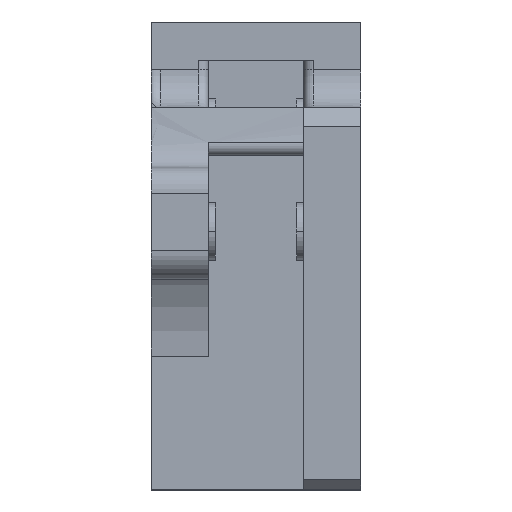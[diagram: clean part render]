
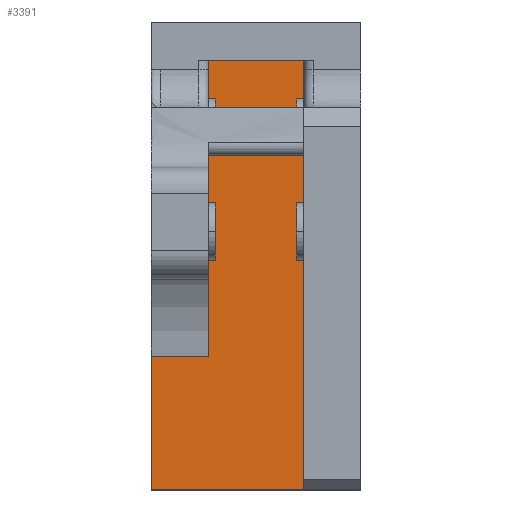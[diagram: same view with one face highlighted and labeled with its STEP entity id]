
A CAD part, top view. The second image highlights one B-rep face of the part: STEP entity #3391.
In plain terms, the highlighted planar face has unit normal (0, 0, 1).
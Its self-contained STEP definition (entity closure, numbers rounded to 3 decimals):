
#31 = EDGE_LOOP ( 'NONE', ( #2336, #3166, #2317, #2998, #1057, #997 ) ) ;
#144 = VERTEX_POINT ( 'NONE', #2859 ) ;
#251 = LINE ( 'NONE', #3304, #3364 ) ;
#288 = CARTESIAN_POINT ( 'NONE',  ( 95., 4., 2. ) ) ;
#379 = PLANE ( 'NONE',  #2393 ) ;
#626 = CARTESIAN_POINT ( 'NONE',  ( 85., 18., 2. ) ) ;
#704 = EDGE_CURVE ( 'NONE', #144, #2147, #3059, .T. ) ;
#825 = CARTESIAN_POINT ( 'NONE',  ( 59., 18., 2. ) ) ;
#856 = CARTESIAN_POINT ( 'NONE',  ( 79., 4., 2. ) ) ;
#997 = ORIENTED_EDGE ( 'NONE', *, *, #2313, .T. ) ;
#1057 = ORIENTED_EDGE ( 'NONE', *, *, #2767, .F. ) ;
#1124 = VECTOR ( 'NONE', #3157, 1000. ) ;
#1167 = DIRECTION ( 'NONE',  ( 1., 0., 0. ) ) ;
#1189 = DIRECTION ( 'NONE',  ( 0., 0., -1. ) ) ;
#1224 = VECTOR ( 'NONE', #3119, 1000. ) ;
#1253 = VECTOR ( 'NONE', #1856, 1000. ) ;
#1382 = CARTESIAN_POINT ( 'NONE',  ( 95., 44., 2. ) ) ;
#1502 = EDGE_CURVE ( 'NONE', #3258, #2147, #3006, .T. ) ;
#1606 = CARTESIAN_POINT ( 'NONE',  ( 54., 4., 2. ) ) ;
#1640 = DIRECTION ( 'NONE',  ( 0., 1., 0. ) ) ;
#1797 = CARTESIAN_POINT ( 'NONE',  ( 79., 18., 2. ) ) ;
#1856 = DIRECTION ( 'NONE',  ( 1., 0., 0. ) ) ;
#1881 = VERTEX_POINT ( 'NONE', #626 ) ;
#1936 = FACE_OUTER_BOUND ( 'NONE', #31, .T. ) ;
#1996 = LINE ( 'NONE', #825, #1224 ) ;
#2001 = CARTESIAN_POINT ( 'NONE',  ( 85., 44., 2. ) ) ;
#2147 = VERTEX_POINT ( 'NONE', #2459 ) ;
#2214 = EDGE_CURVE ( 'NONE', #3351, #2873, #251, .T. ) ;
#2289 = LINE ( 'NONE', #1606, #1253 ) ;
#2313 = EDGE_CURVE ( 'NONE', #1881, #2873, #1996, .T. ) ;
#2317 = ORIENTED_EDGE ( 'NONE', *, *, #1502, .T. ) ;
#2336 = ORIENTED_EDGE ( 'NONE', *, *, #2214, .F. ) ;
#2393 = AXIS2_PLACEMENT_3D ( 'NONE', #3218, #1189, #2626 ) ;
#2459 = CARTESIAN_POINT ( 'NONE',  ( 95., 49., 2. ) ) ;
#2519 = LINE ( 'NONE', #2001, #1124 ) ;
#2563 = CARTESIAN_POINT ( 'NONE',  ( 95., 49., 2. ) ) ;
#2626 = DIRECTION ( 'NONE',  ( -1., 0., 0. ) ) ;
#2767 = EDGE_CURVE ( 'NONE', #1881, #144, #2519, .T. ) ;
#2859 = CARTESIAN_POINT ( 'NONE',  ( 85., 49., 2. ) ) ;
#2873 = VERTEX_POINT ( 'NONE', #1797 ) ;
#2921 = VECTOR ( 'NONE', #1167, 1000. ) ;
#2996 = EDGE_CURVE ( 'NONE', #3351, #3258, #2289, .T. ) ;
#2998 = ORIENTED_EDGE ( 'NONE', *, *, #704, .F. ) ;
#3006 = LINE ( 'NONE', #1382, #3235 ) ;
#3059 = LINE ( 'NONE', #2563, #2921 ) ;
#3119 = DIRECTION ( 'NONE',  ( -1., 0., 0. ) ) ;
#3157 = DIRECTION ( 'NONE',  ( 0., 1., 0. ) ) ;
#3166 = ORIENTED_EDGE ( 'NONE', *, *, #2996, .T. ) ;
#3218 = CARTESIAN_POINT ( 'NONE',  ( 7., 7., 2. ) ) ;
#3235 = VECTOR ( 'NONE', #3638, 1000. ) ;
#3258 = VERTEX_POINT ( 'NONE', #288 ) ;
#3304 = CARTESIAN_POINT ( 'NONE',  ( 79., 7., 2. ) ) ;
#3351 = VERTEX_POINT ( 'NONE', #856 ) ;
#3364 = VECTOR ( 'NONE', #1640, 1000. ) ;
#3391 = ADVANCED_FACE ( 'NONE', ( #1936 ), #379, .F. ) ;
#3638 = DIRECTION ( 'NONE',  ( 0., 1., 0. ) ) ;
